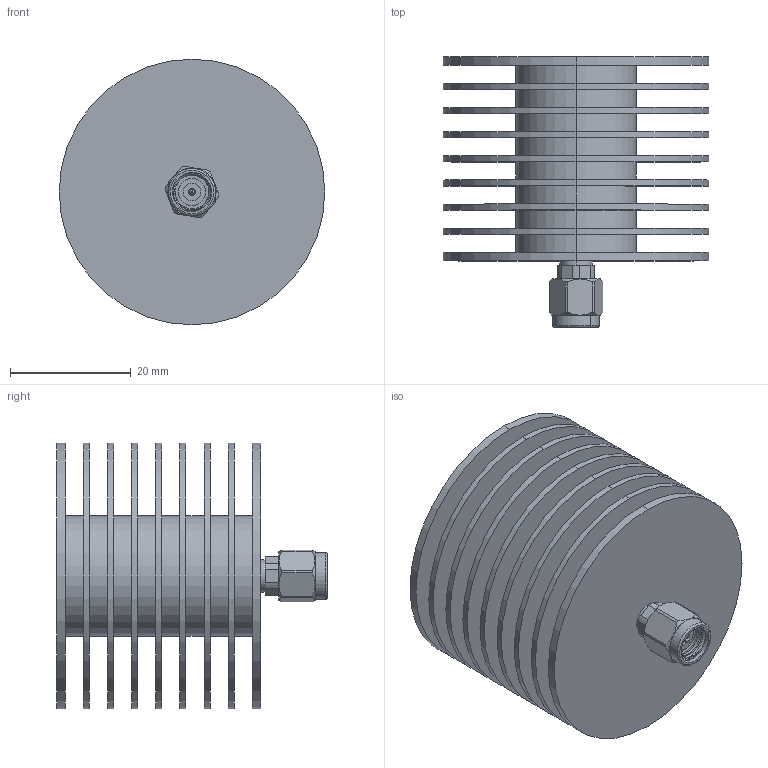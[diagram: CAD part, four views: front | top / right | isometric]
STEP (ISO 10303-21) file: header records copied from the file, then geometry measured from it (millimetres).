
FILE_DESCRIPTION (( 'STEP AP214' ), '1' );
FILE_NAME ('CM-KM-43-2.STEP', '2025-12-09T18:36:53', ( '' ), ( '' ), 'SwSTEP 2.0', 'SolidWorks 2021', '' );
FILE_SCHEMA (( 'AUTOMOTIVE_DESIGN' ));
Length unit declared in the file: inch
Products named in the file (1): CM-KM-43-2
Bounding box: 44 x 44.8 x 44 mm (x, y, z)
Volume: 22783.2 mm3; surface area: 26095 mm2
Topology: 4 solids, 4 shells, 172 faces, 380 edges, 246 vertices
Faces by surface type: cylinder 90, plane 56, cone 22, bspline 2, torus 2
Entity records: 8120 total; most frequent: CARTESIAN_POINT 1951, DIRECTION 861, ORIENTED_EDGE 760, EDGE_CURVE 380, AXIS2_PLACEMENT_3D 360, VERTEX_POINT 246, EDGE_LOOP 204, CIRCLE 189
